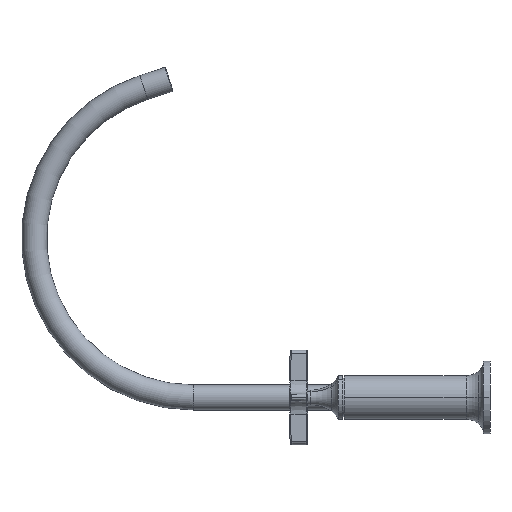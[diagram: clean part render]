
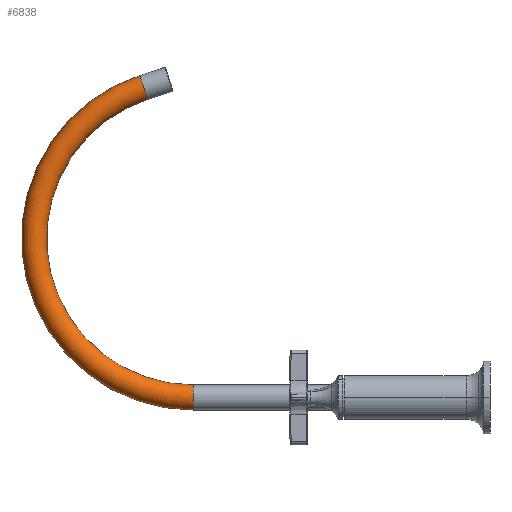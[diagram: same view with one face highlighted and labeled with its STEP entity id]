
A CAD part, left-side view. The second image highlights one B-rep face of the part: STEP entity #6838.
In plain terms, the highlighted toroidal (fillet/blend) face has major radius 120 mm and minor radius 9.5 mm.
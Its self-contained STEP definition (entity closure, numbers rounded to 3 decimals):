
#85 = AXIS2_PLACEMENT_3D ( 'NONE', #5960, #5991, #615 ) ;
#134 = AXIS2_PLACEMENT_3D ( 'NONE', #5654, #855, #3544 ) ;
#289 = AXIS2_PLACEMENT_3D ( 'NONE', #3558, #6707, #1937 ) ;
#398 = CARTESIAN_POINT ( 'NONE',  ( 0., 120., 120. ) ) ;
#615 = DIRECTION ( 'NONE',  ( 0., -0.309, -0.951 ) ) ;
#855 = DIRECTION ( 'NONE',  ( 0., 1., 0. ) ) ;
#1130 = EDGE_CURVE ( 'NONE', #5028, #5659, #6615, .T. ) ;
#1255 = CIRCLE ( 'NONE', #5156, 129.5 ) ;
#1285 = TOROIDAL_SURFACE ( 'NONE', #289, 120., 9.5 ) ;
#1760 = CIRCLE ( 'NONE', #85, 9.5 ) ;
#1875 = CARTESIAN_POINT ( 'NONE',  ( 0., 120., 120. ) ) ;
#1905 = FACE_OUTER_BOUND ( 'NONE', #2669, .T. ) ;
#1937 = DIRECTION ( 'NONE',  ( 0., 0., -1. ) ) ;
#2148 = DIRECTION ( 'NONE',  ( 1., 0., 0. ) ) ;
#2367 = CARTESIAN_POINT ( 'NONE',  ( 0., 120., -9.5 ) ) ;
#2550 = ORIENTED_EDGE ( 'NONE', *, *, #1130, .T. ) ;
#2635 = VERTEX_POINT ( 'NONE', #2367 ) ;
#2669 = EDGE_LOOP ( 'NONE', ( #6669, #4722, #2550, #6260 ) ) ;
#3046 = AXIS2_PLACEMENT_3D ( 'NONE', #398, #2148, #3672 ) ;
#3139 = CARTESIAN_POINT ( 'NONE',  ( 0., 160.018, 243.162 ) ) ;
#3544 = DIRECTION ( 'NONE',  ( 0., 0., 1. ) ) ;
#3558 = CARTESIAN_POINT ( 'NONE',  ( 0., 120., 120. ) ) ;
#3672 = DIRECTION ( 'NONE',  ( 0., 0., -1. ) ) ;
#3919 = CIRCLE ( 'NONE', #134, 9.5 ) ;
#3991 = DIRECTION ( 'NONE',  ( 1., 0., 0. ) ) ;
#4491 = EDGE_CURVE ( 'NONE', #6041, #5659, #1760, .T. ) ;
#4722 = ORIENTED_EDGE ( 'NONE', *, *, #6247, .T. ) ;
#4840 = CARTESIAN_POINT ( 'NONE',  ( 0., 154.146, 225.092 ) ) ;
#5028 = VERTEX_POINT ( 'NONE', #5881 ) ;
#5156 = AXIS2_PLACEMENT_3D ( 'NONE', #1875, #3991, #6155 ) ;
#5401 = EDGE_CURVE ( 'NONE', #2635, #6041, #1255, .T. ) ;
#5654 = CARTESIAN_POINT ( 'NONE',  ( 0., 120., 0. ) ) ;
#5659 = VERTEX_POINT ( 'NONE', #4840 ) ;
#5881 = CARTESIAN_POINT ( 'NONE',  ( 0., 120., 9.5 ) ) ;
#5960 = CARTESIAN_POINT ( 'NONE',  ( 0., 157.082, 234.127 ) ) ;
#5991 = DIRECTION ( 'NONE',  ( 0., -0.951, 0.309 ) ) ;
#6041 = VERTEX_POINT ( 'NONE', #3139 ) ;
#6155 = DIRECTION ( 'NONE',  ( 0., 0., -1. ) ) ;
#6247 = EDGE_CURVE ( 'NONE', #2635, #5028, #3919, .T. ) ;
#6260 = ORIENTED_EDGE ( 'NONE', *, *, #4491, .F. ) ;
#6615 = CIRCLE ( 'NONE', #3046, 110.5 ) ;
#6669 = ORIENTED_EDGE ( 'NONE', *, *, #5401, .F. ) ;
#6707 = DIRECTION ( 'NONE',  ( 1., 0., 0. ) ) ;
#6838 = ADVANCED_FACE ( 'NONE', ( #1905 ), #1285, .T. ) ;
